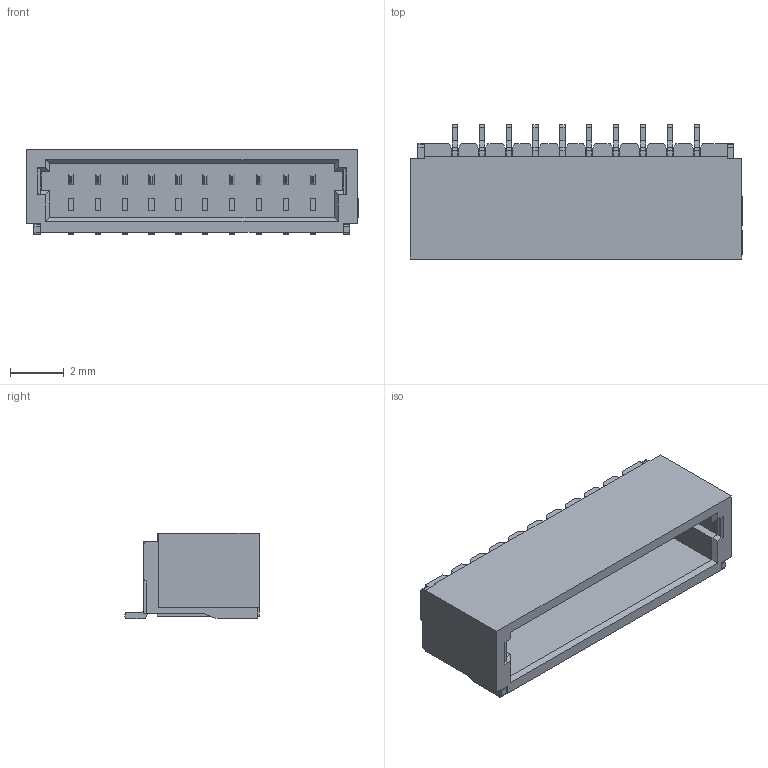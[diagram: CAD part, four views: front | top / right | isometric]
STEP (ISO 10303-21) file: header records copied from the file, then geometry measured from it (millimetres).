
FILE_DESCRIPTION(/* description */ (''),/* implementation_level */ '2;1');
FILE_NAME(/* name */ 'sh1.0_10P.step',/* time_stamp */ '2023-02-09T18:37:04+08:00',/* author */ (''),/* organization */ (''),/* preprocessor_version */ 'ST-DEVELOPER v19.2',/* originating_system */ 'Autodesk Translation Framework v11.17.0.187',/* authorisation */ '');
FILE_SCHEMA (('AUTOMOTIVE_DESIGN { 1 0 10303 214 3 1 1 }'));
Length unit declared in the file: millimetre
Products named in the file (3): U1; CONN-SMD_10P-P1.00_HDGC_HDGC1002WR-S-10P; COMPOUND (3)
Assembly tree (2 placements, depth 3):
  U1
    CONN-SMD_10P-P1.00_HDGC_HDGC1002WR-S-10P
      COMPOUND (3)
Bounding box: 12.36 x 5 x 3.2 mm (x, y, z)
Volume: 95.7 mm3; surface area: 433 mm2
Topology: 3 solids, 3 shells, 684 faces, 1805 edges, 1186 vertices
Faces by surface type: plane 504, bspline 98, cylinder 82
Entity records: 22168 total; most frequent: CARTESIAN_POINT 4716, ORIENTED_EDGE 3610, DIRECTION 3127, EDGE_CURVE 1805, LINE 1445, VECTOR 1445, VERTEX_POINT 1186, AXIS2_PLACEMENT_3D 841
